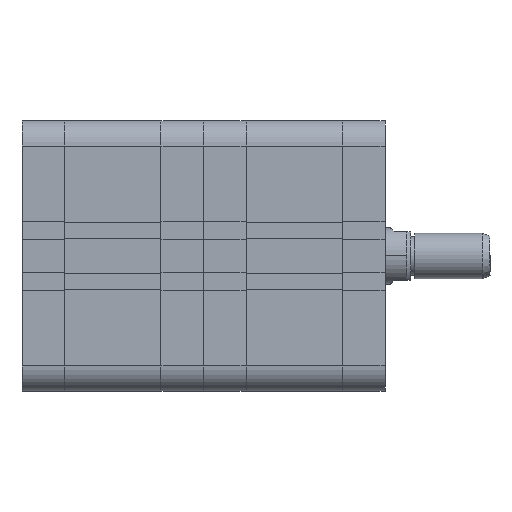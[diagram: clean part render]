
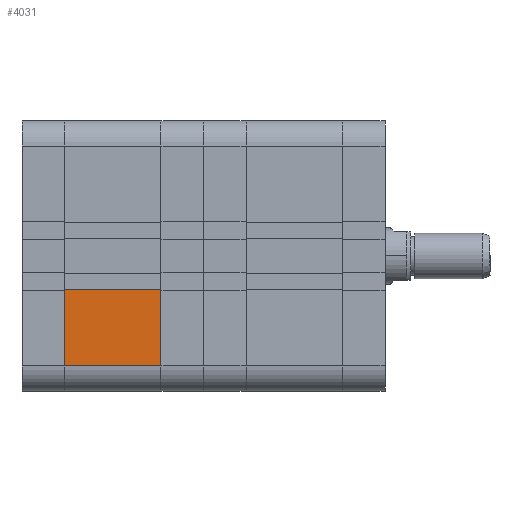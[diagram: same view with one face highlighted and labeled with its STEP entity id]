
A CAD part, front view. The second image highlights one B-rep face of the part: STEP entity #4031.
In plain terms, the highlighted planar face has unit normal (0, -1, 0).
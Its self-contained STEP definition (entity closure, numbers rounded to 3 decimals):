
#1478 = AXIS2_PLACEMENT_3D ( 'NONE', #32257, #32434, #6686 ) ;
#2222 = VERTEX_POINT ( 'NONE', #20087 ) ;
#3038 = ORIENTED_EDGE ( 'NONE', *, *, #4018, .T. ) ;
#4018 = EDGE_CURVE ( 'NONE', #6277, #2222, #27170, .T. ) ;
#4031 = ADVANCED_FACE ( 'NONE', ( #12525 ), #32069, .F. ) ;
#4137 = LINE ( 'NONE', #27085, #5037 ) ;
#5037 = VECTOR ( 'NONE', #21450, 1000. ) ;
#5647 = EDGE_CURVE ( 'NONE', #27861, #27140, #22788, .T. ) ;
#5869 = DIRECTION ( 'NONE',  ( -1., 0., 0. ) ) ;
#6277 = VERTEX_POINT ( 'NONE', #15535 ) ;
#6408 = VECTOR ( 'NONE', #5869, 1000. ) ;
#6686 = DIRECTION ( 'NONE',  ( 0., 0., 1. ) ) ;
#8851 = ORIENTED_EDGE ( 'NONE', *, *, #16981, .F. ) ;
#10357 = ORIENTED_EDGE ( 'NONE', *, *, #16093, .T. ) ;
#12525 = FACE_OUTER_BOUND ( 'NONE', #37121, .T. ) ;
#14272 = LINE ( 'NONE', #20470, #16393 ) ;
#15519 = CARTESIAN_POINT ( 'NONE',  ( 34., -47.75, -38.75 ) ) ;
#15535 = CARTESIAN_POINT ( 'NONE',  ( 0., -47.75, -38.75 ) ) ;
#16093 = EDGE_CURVE ( 'NONE', #27140, #6277, #14272, .T. ) ;
#16393 = VECTOR ( 'NONE', #26106, 1000. ) ;
#16981 = EDGE_CURVE ( 'NONE', #27861, #2222, #4137, .T. ) ;
#20087 = CARTESIAN_POINT ( 'NONE',  ( 34., -47.75, -38.75 ) ) ;
#20470 = CARTESIAN_POINT ( 'NONE',  ( 0., -47.75, -47.75 ) ) ;
#20615 = DIRECTION ( 'NONE',  ( 1., 0., 0. ) ) ;
#21450 = DIRECTION ( 'NONE',  ( 0., 0., -1. ) ) ;
#22788 = LINE ( 'NONE', #26160, #6408 ) ;
#24951 = VECTOR ( 'NONE', #20615, 1000. ) ;
#26106 = DIRECTION ( 'NONE',  ( 0., 0., -1. ) ) ;
#26160 = CARTESIAN_POINT ( 'NONE',  ( 34.001, -47.75, -11.8 ) ) ;
#26648 = CARTESIAN_POINT ( 'NONE',  ( 0., -47.75, -11.8 ) ) ;
#27085 = CARTESIAN_POINT ( 'NONE',  ( 34., -47.75, -47.75 ) ) ;
#27140 = VERTEX_POINT ( 'NONE', #26648 ) ;
#27170 = LINE ( 'NONE', #15519, #24951 ) ;
#27861 = VERTEX_POINT ( 'NONE', #29370 ) ;
#29370 = CARTESIAN_POINT ( 'NONE',  ( 34., -47.75, -11.8 ) ) ;
#30410 = ORIENTED_EDGE ( 'NONE', *, *, #5647, .T. ) ;
#32069 = PLANE ( 'NONE',  #1478 ) ;
#32257 = CARTESIAN_POINT ( 'NONE',  ( 34., -47.75, -47.75 ) ) ;
#32434 = DIRECTION ( 'NONE',  ( 0., 1., 0. ) ) ;
#37121 = EDGE_LOOP ( 'NONE', ( #30410, #10357, #3038, #8851 ) ) ;
